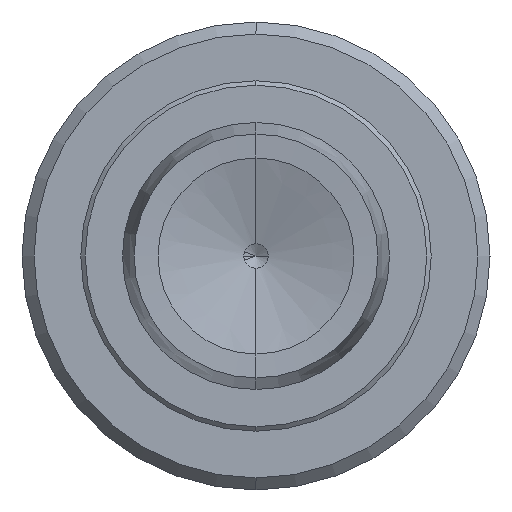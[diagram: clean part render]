
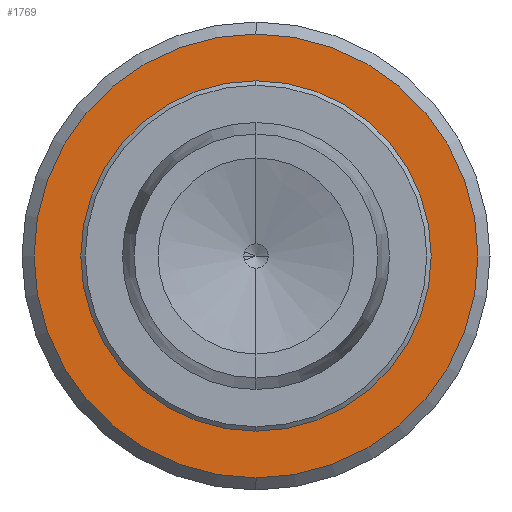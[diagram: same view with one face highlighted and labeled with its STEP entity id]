
A CAD part, left-side view. The second image highlights one B-rep face of the part: STEP entity #1769.
In plain terms, the highlighted planar face has unit normal (-1, 0, 0).
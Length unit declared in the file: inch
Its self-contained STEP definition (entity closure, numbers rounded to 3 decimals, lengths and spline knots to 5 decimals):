
#32 = AXIS2_PLACEMENT_3D ( 'NONE', #1561, #388, #1981 ) ;
#48 = FACE_OUTER_BOUND ( 'NONE', #2320, .T. ) ;
#71 = DIRECTION ( 'NONE',  ( 0., -1., 0. ) ) ;
#128 = DIRECTION ( 'NONE',  ( 1., 0., 0. ) ) ;
#148 = DIRECTION ( 'NONE',  ( 1., 0., 0. ) ) ;
#201 = ORIENTED_EDGE ( 'NONE', *, *, #1158, .F. ) ;
#388 = DIRECTION ( 'NONE',  ( 1., 0., 0. ) ) ;
#397 = EDGE_CURVE ( 'NONE', #1721, #2262, #677, .T. ) ;
#472 = CARTESIAN_POINT ( 'NONE',  ( -0.1378, 0.00003, 0. ) ) ;
#476 = CARTESIAN_POINT ( 'NONE',  ( -0.1378, 0.00003, 0. ) ) ;
#567 = FACE_BOUND ( 'NONE', #1793, .T. ) ;
#677 = CIRCLE ( 'NONE', #905, 0.05906 ) ;
#682 = DIRECTION ( 'NONE',  ( 1., 0., 0. ) ) ;
#717 = ORIENTED_EDGE ( 'NONE', *, *, #2137, .T. ) ;
#905 = AXIS2_PLACEMENT_3D ( 'NONE', #2186, #128, #1974 ) ;
#971 = CARTESIAN_POINT ( 'NONE',  ( -0.1378, 0.07484, 0. ) ) ;
#1131 = VERTEX_POINT ( 'NONE', #971 ) ;
#1158 = EDGE_CURVE ( 'NONE', #1381, #1131, #2383, .T. ) ;
#1381 = VERTEX_POINT ( 'NONE', #2096 ) ;
#1424 = CIRCLE ( 'NONE', #32, 0.0748 ) ;
#1436 = PLANE ( 'NONE',  #2205 ) ;
#1453 = CIRCLE ( 'NONE', #1934, 0.05906 ) ;
#1561 = CARTESIAN_POINT ( 'NONE',  ( -0.1378, 0.00003, 0. ) ) ;
#1690 = DIRECTION ( 'NONE',  ( -1., 0., 0. ) ) ;
#1721 = VERTEX_POINT ( 'NONE', #2185 ) ;
#1769 = ADVANCED_FACE ( 'NONE', ( #567, #48 ), #1436, .T. ) ;
#1793 = EDGE_LOOP ( 'NONE', ( #717, #2415 ) ) ;
#1903 = CARTESIAN_POINT ( 'NONE',  ( -0.1378, 0.05909, 0. ) ) ;
#1934 = AXIS2_PLACEMENT_3D ( 'NONE', #476, #148, #2547 ) ;
#1974 = DIRECTION ( 'NONE',  ( 0., 1., 0. ) ) ;
#1981 = DIRECTION ( 'NONE',  ( 0., 1., 0. ) ) ;
#2078 = AXIS2_PLACEMENT_3D ( 'NONE', #472, #682, #2097 ) ;
#2096 = CARTESIAN_POINT ( 'NONE',  ( -0.1378, -0.07477, 0. ) ) ;
#2097 = DIRECTION ( 'NONE',  ( 0., 1., 0. ) ) ;
#2137 = EDGE_CURVE ( 'NONE', #2262, #1721, #1453, .T. ) ;
#2185 = CARTESIAN_POINT ( 'NONE',  ( -0.1378, -0.05902, 0. ) ) ;
#2186 = CARTESIAN_POINT ( 'NONE',  ( -0.1378, 0.00003, 0. ) ) ;
#2205 = AXIS2_PLACEMENT_3D ( 'NONE', #1903, #1690, #71 ) ;
#2262 = VERTEX_POINT ( 'NONE', #2355 ) ;
#2282 = EDGE_CURVE ( 'NONE', #1131, #1381, #1424, .T. ) ;
#2310 = ORIENTED_EDGE ( 'NONE', *, *, #2282, .F. ) ;
#2320 = EDGE_LOOP ( 'NONE', ( #2310, #201 ) ) ;
#2355 = CARTESIAN_POINT ( 'NONE',  ( -0.1378, 0.05909, 0. ) ) ;
#2383 = CIRCLE ( 'NONE', #2078, 0.0748 ) ;
#2415 = ORIENTED_EDGE ( 'NONE', *, *, #397, .T. ) ;
#2547 = DIRECTION ( 'NONE',  ( 0., 1., 0. ) ) ;
